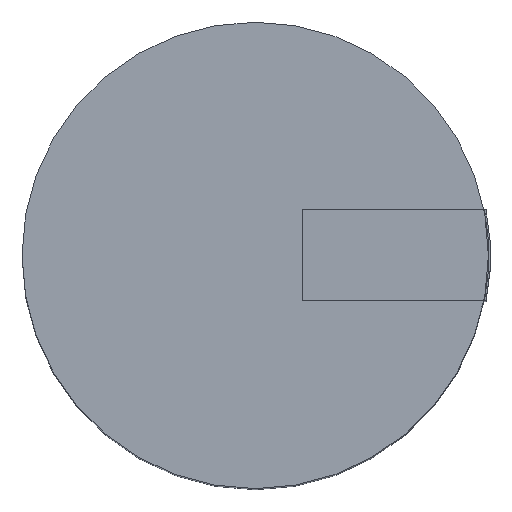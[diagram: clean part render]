
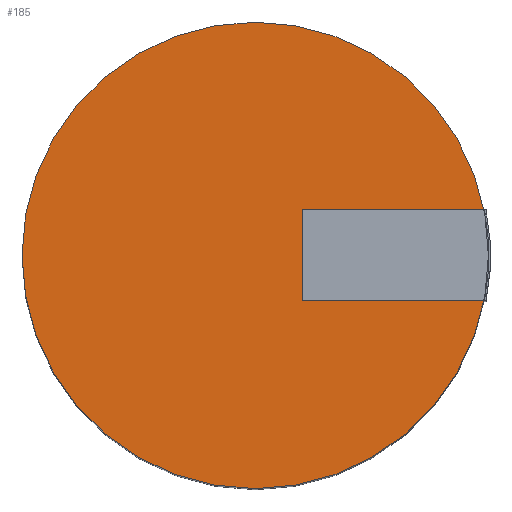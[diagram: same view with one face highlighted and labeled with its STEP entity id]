
A CAD part, top view. The second image highlights one B-rep face of the part: STEP entity #185.
In plain terms, the highlighted planar face has unit normal (0, 0, 1).
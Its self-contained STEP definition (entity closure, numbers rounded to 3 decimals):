
#185=ADVANCED_FACE($,(#191),#187,.T.);
#187=PLANE($,#212);
#191=FACE_OUTER_BOUND($,#195,.T.);
#195=EDGE_LOOP($,(#205));
#196=CIRCLE($,#209,4.001);
#198=VERTEX_POINT('',#227);
#200=EDGE_CURVE($,#198,#198,#196,.T.);
#205=ORIENTED_EDGE($,*,*,#200,.T.);
#209=AXIS2_PLACEMENT_3D($,#228,#217,#218);
#212=AXIS2_PLACEMENT_3D($,#232,#223,#224);
#217=DIRECTION('',(0.,0.,1.));
#218=DIRECTION('',(1.,0.,0.));
#223=DIRECTION('',(0.,0.,1.));
#224=DIRECTION('',(0.,1.,0.));
#227=CARTESIAN_POINT('',(-2.248,0.0,11.252));
#228=CARTESIAN_POINT('',(1.753,0.0,11.252));
#232=CARTESIAN_POINT('',(1.753,0.0,11.252));
